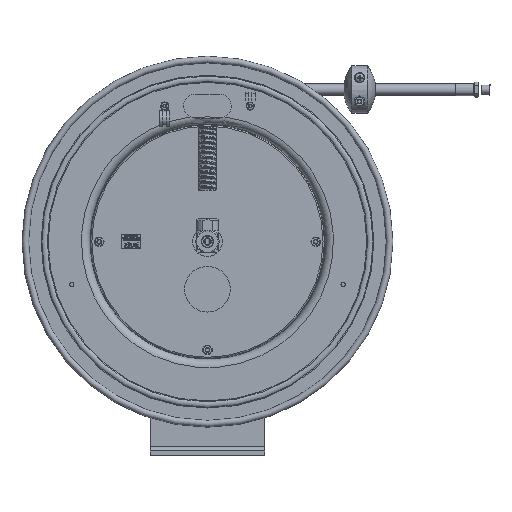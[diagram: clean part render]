
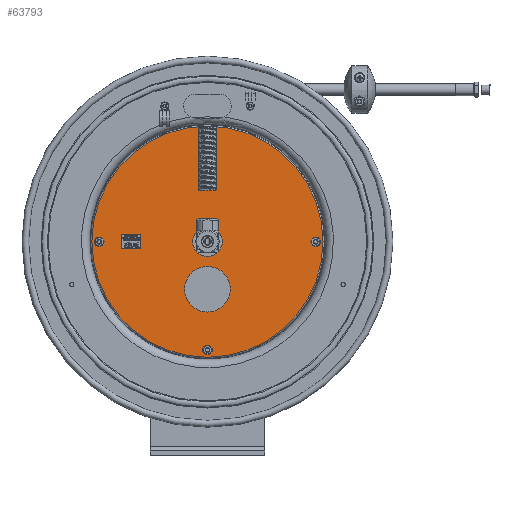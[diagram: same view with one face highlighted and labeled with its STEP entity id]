
A CAD part, top view. The second image highlights one B-rep face of the part: STEP entity #63793.
In plain terms, the highlighted planar face has unit normal (0, 0, 1).
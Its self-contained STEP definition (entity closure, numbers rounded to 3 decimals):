
#3938=FACE_BOUND('',#9215,.T.);
#3939=FACE_BOUND('',#9216,.T.);
#3940=FACE_BOUND('',#9217,.T.);
#3941=FACE_BOUND('',#9218,.T.);
#3942=FACE_BOUND('',#9219,.T.);
#4663=CIRCLE('',#66788,6.078);
#4664=CIRCLE('',#66789,0.655);
#4665=CIRCLE('',#66790,0.14);
#4666=CIRCLE('',#66791,0.14);
#4667=CIRCLE('',#66792,0.14);
#4668=CIRCLE('',#66793,0.14);
#6988=FACE_OUTER_BOUND('',#9214,.T.);
#9214=EDGE_LOOP('',(#45810));
#9215=EDGE_LOOP('',(#45811));
#9216=EDGE_LOOP('',(#45812));
#9217=EDGE_LOOP('',(#45813));
#9218=EDGE_LOOP('',(#45814));
#9219=EDGE_LOOP('',(#45815));
#24323=VERTEX_POINT('',#85729);
#24324=VERTEX_POINT('',#85731);
#24325=VERTEX_POINT('',#85733);
#24326=VERTEX_POINT('',#85735);
#24327=VERTEX_POINT('',#85737);
#24328=VERTEX_POINT('',#85739);
#33798=EDGE_CURVE('',#24323,#24323,#4663,.T.);
#33799=EDGE_CURVE('',#24324,#24324,#4664,.T.);
#33800=EDGE_CURVE('',#24325,#24325,#4665,.T.);
#33801=EDGE_CURVE('',#24326,#24326,#4666,.T.);
#33802=EDGE_CURVE('',#24327,#24327,#4667,.T.);
#33803=EDGE_CURVE('',#24328,#24328,#4668,.T.);
#45810=ORIENTED_EDGE('',*,*,#33798,.F.);
#45811=ORIENTED_EDGE('',*,*,#33799,.T.);
#45812=ORIENTED_EDGE('',*,*,#33800,.T.);
#45813=ORIENTED_EDGE('',*,*,#33801,.T.);
#45814=ORIENTED_EDGE('',*,*,#33802,.T.);
#45815=ORIENTED_EDGE('',*,*,#33803,.T.);
#60364=PLANE('',#66787);
#63793=ADVANCED_FACE('',(#6988,#3938,#3939,#3940,#3941,#3942),#60364,.T.);
#66787=AXIS2_PLACEMENT_3D('',#85728,#71626,#71627);
#66788=AXIS2_PLACEMENT_3D('',#85730,#71628,#71629);
#66789=AXIS2_PLACEMENT_3D('',#85732,#71630,#71631);
#66790=AXIS2_PLACEMENT_3D('',#85734,#71632,#71633);
#66791=AXIS2_PLACEMENT_3D('',#85736,#71634,#71635);
#66792=AXIS2_PLACEMENT_3D('',#85738,#71636,#71637);
#66793=AXIS2_PLACEMENT_3D('',#85740,#71638,#71639);
#71626=DIRECTION('center_axis',(0.,0.,
1.));
#71627=DIRECTION('ref_axis',(1.,0.,0.));
#71628=DIRECTION('center_axis',(0.,0.,
-1.));
#71629=DIRECTION('ref_axis',(1.,0.,0.));
#71630=DIRECTION('center_axis',(0.,0.,
-1.));
#71631=DIRECTION('ref_axis',(-1.,0.,0.));
#71632=DIRECTION('center_axis',(0.,0.,
-1.));
#71633=DIRECTION('ref_axis',(1.,0.,0.));
#71634=DIRECTION('center_axis',(0.,0.,
-1.));
#71635=DIRECTION('ref_axis',(1.,0.,0.));
#71636=DIRECTION('center_axis',(0.,0.,
-1.));
#71637=DIRECTION('ref_axis',(1.,0.,0.));
#71638=DIRECTION('center_axis',(0.,0.,
-1.));
#71639=DIRECTION('ref_axis',(1.,0.,0.));
#85728=CARTESIAN_POINT('Origin',(0.,11.252,
4.894));
#85729=CARTESIAN_POINT('',(-6.077,11.252,4.894));
#85730=CARTESIAN_POINT('Origin',(0.,11.252,
4.894));
#85731=CARTESIAN_POINT('',(0.655,11.252,4.894));
#85732=CARTESIAN_POINT('Origin',(0.,11.252,
4.894));
#85733=CARTESIAN_POINT('',(5.828,11.252,4.894));
#85734=CARTESIAN_POINT('Origin',(5.688,11.252,4.894));
#85735=CARTESIAN_POINT('',(-5.547,11.252,4.894));
#85736=CARTESIAN_POINT('Origin',(-5.687,11.252,4.894));
#85737=CARTESIAN_POINT('',(0.14,16.939,4.894));
#85738=CARTESIAN_POINT('Origin',(0.,16.939,
4.894));
#85739=CARTESIAN_POINT('',(0.14,5.564,4.894));
#85740=CARTESIAN_POINT('Origin',(0.,5.564,4.894));
